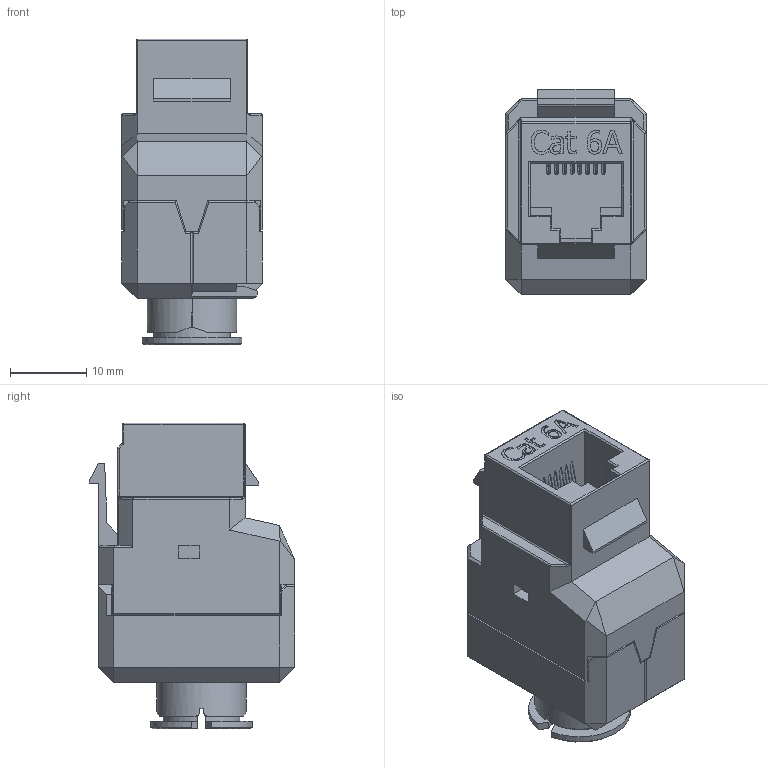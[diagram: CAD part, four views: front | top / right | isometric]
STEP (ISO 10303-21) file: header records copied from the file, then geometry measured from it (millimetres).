
FILE_DESCRIPTION (( 'STEP AP203' ), '1' );
FILE_NAME ('RJTLC6A-S.STEP', '2013-07-12T20:14:30', ( 'x' ), ( '' ), 'SwSTEP 2.0', 'SolidWorks 2012', '' );
FILE_SCHEMA (( 'CONFIG_CONTROL_DESIGN' ));
Length unit declared in the file: millimetre
Products named in the file (5): RJTLC6A-S; RJTLC6A-S-MA4; RJTLC6A-S-MA3; RJTLC6A-S-MA2; RJTLC6A-S-MA1
Assembly tree (4 placements, depth 2):
  RJTLC6A-S
    RJTLC6A-S-MA1
    RJTLC6A-S-MA2
    RJTLC6A-S-MA3
    RJTLC6A-S-MA4
Bounding box: 18.4 x 26.9 x 40.05 mm (x, y, z)
Volume: 10662 mm3; surface area: 8796.7 mm2
Topology: 4 solids, 4 shells, 1090 faces, 3006 edges, 1968 vertices
Faces by surface type: plane 774, bspline 184, cylinder 114, cone 13, sphere 3, torus 2
Entity records: 43660 total; most frequent: CARTESIAN_POINT 16827, ORIENTED_EDGE 6008, DIRECTION 4503, EDGE_CURVE 3004, LINE 2331, VECTOR 2331, VERTEX_POINT 1968, EDGE_LOOP 1154
